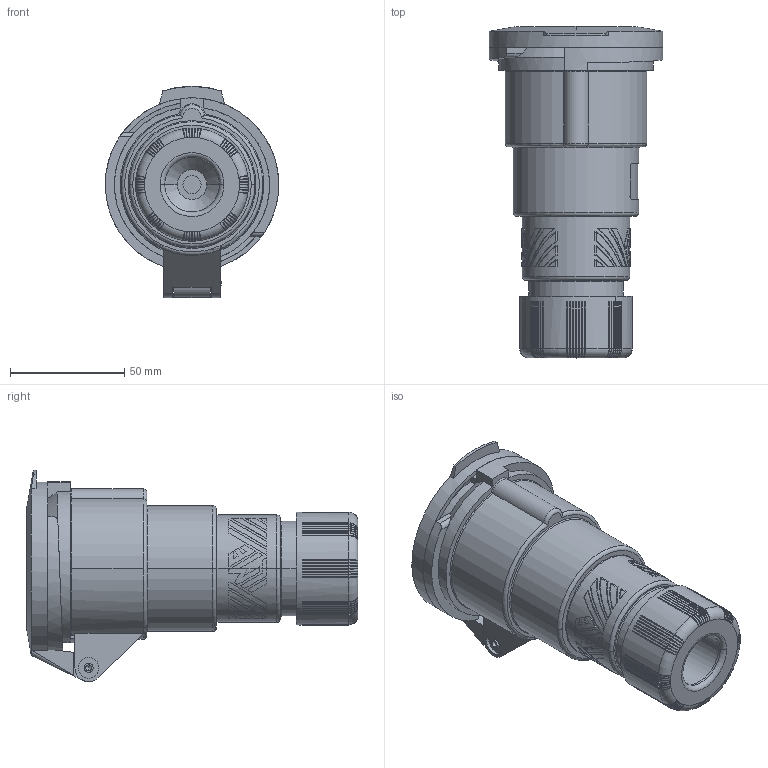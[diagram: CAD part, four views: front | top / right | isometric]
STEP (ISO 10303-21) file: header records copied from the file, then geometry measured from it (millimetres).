
FILE_DESCRIPTION(('Creo Elements/Direct Modeling STEP Export'),'2;1');
FILE_NAME('PE_1665_PV.stp','2012-09-19T12:08:02',(''),(''),'Creo Elements/Direct Modeling STEP processor for AP214 (Solid Model)','Creo Elements/Direct Modeling 18.0B 02-Dec-2011 (C) Parametric Technology GmbH','');
FILE_SCHEMA(('AUTOMOTIVE_DESIGN { 1 0 10303 214 1 1 1 1 }'));
Length unit declared in the file: millimetre
Products named in the file (3): CUSTODIA1665PV; COPERCHIETTO1665PV; PE_1665_PV
Assembly tree (2 placements, depth 2):
  PE_1665_PV
    COPERCHIETTO1665PV
    CUSTODIA1665PV
Bounding box: 76 x 145.4 x 92.49 mm (x, y, z)
Volume: 249301.1 mm3; surface area: 88247.5 mm2
Topology: 2 solids, 4 shells, 863 faces, 2280 edges, 1354 vertices
Faces by surface type: plane 450, cylinder 189, sphere 114, torus 81, cone 29
Entity records: 44224 total; most frequent: CARTESIAN_POINT 17433, ORIENTED_EDGE 4328, DIRECTION 4021, EDGE_CURVE 2164, AXIS2_PLACEMENT_3D 1580, VERTEX_POINT 1354, EDGE_LOOP 922, FACE_OUTER_BOUND 863
